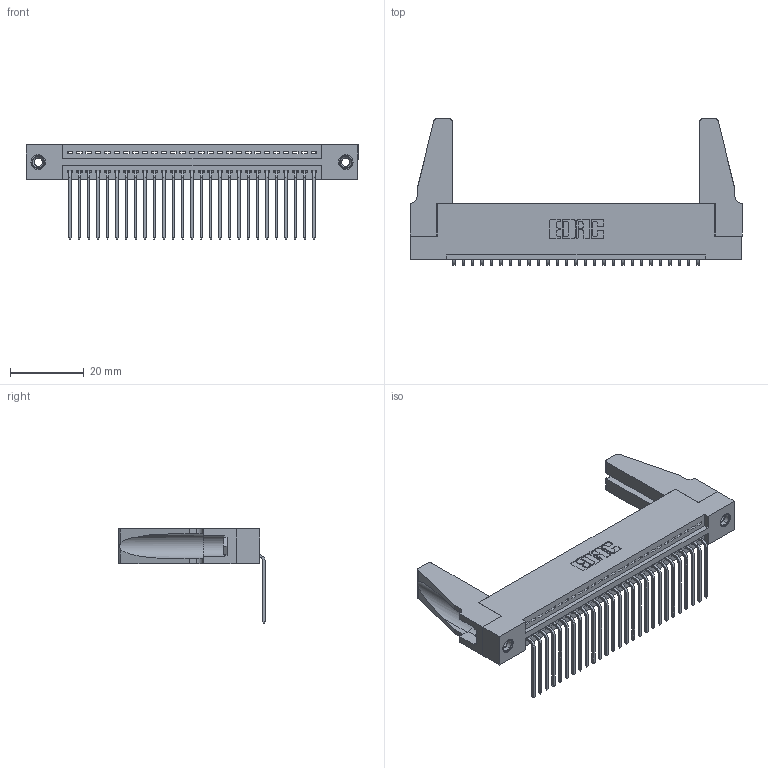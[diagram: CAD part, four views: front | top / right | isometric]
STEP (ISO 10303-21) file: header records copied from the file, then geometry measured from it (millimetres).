
FILE_DESCRIPTION (( 'STEP AP203' ), '1' );
FILE_NAME ('395-027-559-188.STEP', '2019-10-19T03:03:18', ( '' ), ( '' ), 'SwSTEP 2.0', 'SolidWorks 2016', '' );
FILE_SCHEMA (( 'CONFIG_CONTROL_DESIGN' ));
Length unit declared in the file: inch
Products named in the file (5): 345-220-078_345-220-088; 345-250-001_345-250-001-102; 395-027-559-188; 345-292-001_558 559 Tail - 1; 345 Part_Flush Mounting Lugs - 0.156 Dia-TH
Assembly tree (32 placements, depth 2):
  395-027-559-188
    345 Part_Flush Mounting Lugs - 0.156 Dia-TH
    345-292-001_558 559 Tail - 1  x27
    345-250-001_345-250-001-102  x2
    345-220-078_345-220-088  x2
Bounding box: 89.81 x 39.61 x 25.53 mm (x, y, z)
Volume: 11750.2 mm3; surface area: 14746.7 mm2
Topology: 32 solids, 32 shells, 1870 faces, 5569 edges, 3666 vertices
Faces by surface type: plane 1286, cylinder 568, cone 12, torus 4
Entity records: 24572 total; most frequent: CARTESIAN_POINT 4247, ORIENTED_EDGE 4168, DIRECTION 3738, EDGE_CURVE 2084, VECTOR 1802, LINE 1802, VERTEX_POINT 1382, AXIS2_PLACEMENT_3D 968
